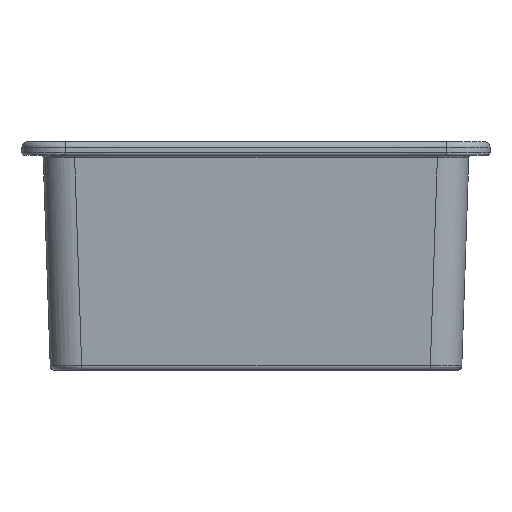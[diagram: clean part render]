
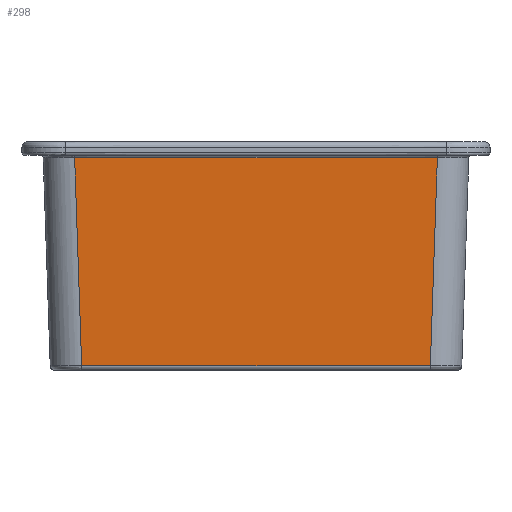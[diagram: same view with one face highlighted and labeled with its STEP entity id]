
A CAD part, front view. The second image highlights one B-rep face of the part: STEP entity #298.
In plain terms, the highlighted planar face has unit normal (0, -0.999, -0.034).
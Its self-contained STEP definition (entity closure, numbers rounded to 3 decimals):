
#146=PLANE('',#2508);
#179=LINE('',#5197,#221);
#180=LINE('',#5200,#222);
#181=LINE('',#5202,#223);
#221=VECTOR('',#2722,1.);
#222=VECTOR('',#2723,1.);
#223=VECTOR('',#2724,1.);
#298=ADVANCED_FACE('',(#545),#146,.F.);
#545=FACE_OUTER_BOUND('',#701,.T.);
#701=EDGE_LOOP('',(#1281,#1282,#1283,#1284));
#940=B_SPLINE_CURVE_WITH_KNOTS('',3,(#5204,#5205,#5206,#5207),
 .UNSPECIFIED.,.F.,.F.,(4,4),(0.,1.),.UNSPECIFIED.);
#1281=ORIENTED_EDGE('',*,*,#2195,.T.);
#1282=ORIENTED_EDGE('',*,*,#2196,.T.);
#1283=ORIENTED_EDGE('',*,*,#2197,.T.);
#1284=ORIENTED_EDGE('',*,*,#2198,.T.);
#1939=VERTEX_POINT('',#5198);
#1940=VERTEX_POINT('',#5199);
#1941=VERTEX_POINT('',#5201);
#1942=VERTEX_POINT('',#5203);
#2195=EDGE_CURVE('',#1939,#1940,#179,.T.);
#2196=EDGE_CURVE('',#1940,#1941,#180,.T.);
#2197=EDGE_CURVE('',#1941,#1942,#181,.T.);
#2198=EDGE_CURVE('',#1942,#1939,#940,.T.);
#2508=AXIS2_PLACEMENT_3D('',#5208,#2725,#2726);
#2722=DIRECTION('',(0.034,0.034,-0.999));
#2723=DIRECTION('',(1.,0.,0.));
#2724=DIRECTION('',(0.034,-0.034,0.999));
#2725=DIRECTION('',(0.,0.999,0.034));
#2726=DIRECTION('',(1.,0.,0.));
#5197=CARTESIAN_POINT('',(-202.075,-414.438,310.191));
#5198=CARTESIAN_POINT('',(-201.719,-414.082,299.601));
#5199=CARTESIAN_POINT('',(-193.929,-406.292,68.332));
#5200=CARTESIAN_POINT('',(0.,-406.292,68.332));
#5201=CARTESIAN_POINT('',(193.929,-406.292,68.332));
#5202=CARTESIAN_POINT('',(202.075,-414.438,310.191));
#5203=CARTESIAN_POINT('',(201.719,-414.082,299.601));
#5204=CARTESIAN_POINT('',(201.719,-414.082,299.601));
#5205=CARTESIAN_POINT('',(67.24,-414.082,299.601));
#5206=CARTESIAN_POINT('',(-67.24,-414.082,299.601));
#5207=CARTESIAN_POINT('',(-201.719,-414.082,299.601));
#5208=CARTESIAN_POINT('',(0.,-414.667,316.989));
